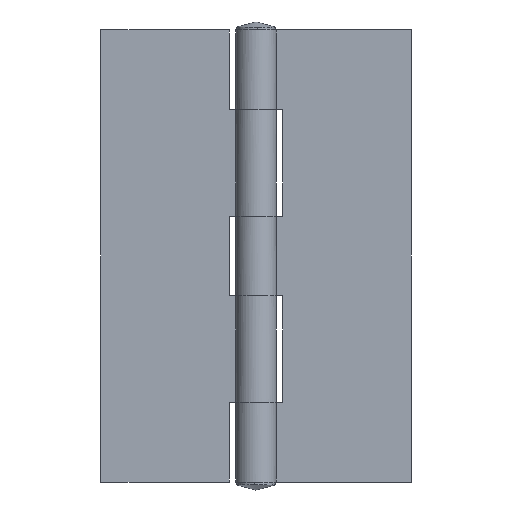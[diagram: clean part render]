
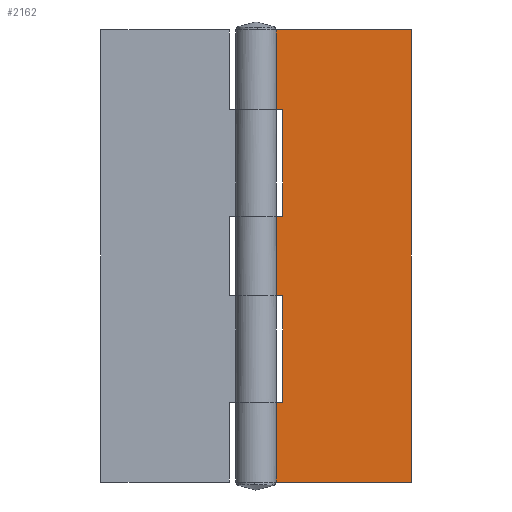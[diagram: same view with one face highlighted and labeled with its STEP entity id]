
A CAD part, front view. The second image highlights one B-rep face of the part: STEP entity #2162.
In plain terms, the highlighted free-form (B-spline) face has degree [1, 1] with [2, 2] control points.
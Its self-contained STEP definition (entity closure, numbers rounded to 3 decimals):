
#1667=CARTESIAN_POINT('',(0.0,2.8,84.0));
#1668=VERTEX_POINT('',#1667);
#1697=CARTESIAN_POINT('',(0.0,2.8,102.0));
#1698=VERTEX_POINT('',#1697);
#1699=CARTESIAN_POINT('',(0.0,2.8,102.0));
#1700=CARTESIAN_POINT('',(0.0,2.8,84.0));
#1701=QUASI_UNIFORM_CURVE('',1,(#1699,#1700),.UNSPECIFIED.,.F.,.U.);
#1702=EDGE_CURVE('',#1698,#1668,#1701,.T.);
#1743=CARTESIAN_POINT('',(6.0,2.8,84.0));
#1744=VERTEX_POINT('',#1743);
#1745=CARTESIAN_POINT('',(6.0,2.8,84.0));
#1746=CARTESIAN_POINT('',(0.0,2.8,84.0));
#1747=QUASI_UNIFORM_CURVE('',1,(#1745,#1746),.UNSPECIFIED.,.F.,.U.);
#1748=EDGE_CURVE('',#1744,#1668,#1747,.T.);
#1768=CARTESIAN_POINT('',(0.0,2.8,60.0));
#1769=VERTEX_POINT('',#1768);
#1770=CARTESIAN_POINT('',(6.0,2.8,60.0));
#1771=VERTEX_POINT('',#1770);
#1772=CARTESIAN_POINT('',(0.0,2.8,60.0));
#1773=CARTESIAN_POINT('',(6.0,2.8,60.0));
#1774=QUASI_UNIFORM_CURVE('',1,(#1772,#1773),.UNSPECIFIED.,.F.,.U.);
#1775=EDGE_CURVE('',#1769,#1771,#1774,.T.);
#1829=CARTESIAN_POINT('',(6.0,2.8,60.0));
#1830=CARTESIAN_POINT('',(6.0,2.8,84.0));
#1831=QUASI_UNIFORM_CURVE('',1,(#1829,#1830),.UNSPECIFIED.,.F.,.U.);
#1832=EDGE_CURVE('',#1771,#1744,#1831,.T.);
#1845=CARTESIAN_POINT('',(6.0,2.8,42.0));
#1846=VERTEX_POINT('',#1845);
#1847=CARTESIAN_POINT('',(0.0,2.8,42.0));
#1848=VERTEX_POINT('',#1847);
#1849=CARTESIAN_POINT('',(6.0,2.8,42.0));
#1850=CARTESIAN_POINT('',(0.0,2.8,42.0));
#1851=QUASI_UNIFORM_CURVE('',1,(#1849,#1850),.UNSPECIFIED.,.F.,.U.);
#1852=EDGE_CURVE('',#1846,#1848,#1851,.T.);
#1905=CARTESIAN_POINT('',(0.0,2.8,18.));
#1906=VERTEX_POINT('',#1905);
#1907=CARTESIAN_POINT('',(6.0,2.8,18.0));
#1908=VERTEX_POINT('',#1907);
#1909=CARTESIAN_POINT('',(0.0,2.8,18.));
#1910=CARTESIAN_POINT('',(6.0,2.8,18.0));
#1911=QUASI_UNIFORM_CURVE('',1,(#1909,#1910),.UNSPECIFIED.,.F.,.U.);
#1912=EDGE_CURVE('',#1906,#1908,#1911,.T.);
#1964=CARTESIAN_POINT('',(6.0,2.8,18.0));
#1965=CARTESIAN_POINT('',(6.0,2.8,42.0));
#1966=QUASI_UNIFORM_CURVE('',1,(#1964,#1965),.UNSPECIFIED.,.F.,.U.);
#1967=EDGE_CURVE('',#1908,#1846,#1966,.T.);
#1982=CARTESIAN_POINT('',(0.0,2.8,0.0));
#1983=VERTEX_POINT('',#1982);
#2019=CARTESIAN_POINT('',(35.0,2.8,0.0));
#2020=VERTEX_POINT('',#2019);
#2026=CARTESIAN_POINT('',(0.0,2.8,0.0));
#2027=CARTESIAN_POINT('',(35.0,2.8,0.0));
#2028=QUASI_UNIFORM_CURVE('',1,(#2026,#2027),.UNSPECIFIED.,.F.,.U.);
#2029=EDGE_CURVE('',#1983,#2020,#2028,.T.);
#2040=CARTESIAN_POINT('',(35.0,2.8,102.0));
#2041=VERTEX_POINT('',#2040);
#2042=CARTESIAN_POINT('',(0.0,2.8,102.0));
#2043=CARTESIAN_POINT('',(35.0,2.8,102.0));
#2044=QUASI_UNIFORM_CURVE('',1,(#2042,#2043),.UNSPECIFIED.,.F.,.U.);
#2045=EDGE_CURVE('',#1698,#2041,#2044,.T.);
#2066=CARTESIAN_POINT('',(35.0,2.8,102.0));
#2067=CARTESIAN_POINT('',(35.0,2.8,0.0));
#2068=QUASI_UNIFORM_CURVE('',1,(#2066,#2067),.UNSPECIFIED.,.F.,.U.);
#2069=EDGE_CURVE('',#2041,#2020,#2068,.T.);
#2115=CARTESIAN_POINT('',(0.0,2.8,18.));
#2116=CARTESIAN_POINT('',(0.0,2.8,0.0));
#2117=QUASI_UNIFORM_CURVE('',1,(#2115,#2116),.UNSPECIFIED.,.F.,.U.);
#2118=EDGE_CURVE('',#1906,#1983,#2117,.T.);
#2139=CARTESIAN_POINT('',(-1.748,2.8,-5.095));
#2140=CARTESIAN_POINT('',(-1.748,2.8,107.095));
#2141=CARTESIAN_POINT('',(36.748,2.8,-5.095));
#2142=CARTESIAN_POINT('',(36.748,2.8,107.095));
#2143=B_SPLINE_SURFACE_WITH_KNOTS('',1,1,((#2139,#2141),(#2140,#2142)),.UNSPECIFIED.,.F.,.F.,.U.,(2,2),(2,2),(0.0,112.19),(0.0,38.497),.UNSPECIFIED.);
#2144=ORIENTED_EDGE('',*,*,#1775,.F.);
#2145=CARTESIAN_POINT('',(0.0,2.8,60.0));
#2146=CARTESIAN_POINT('',(0.0,2.8,42.0));
#2147=QUASI_UNIFORM_CURVE('',1,(#2145,#2146),.UNSPECIFIED.,.F.,.U.);
#2148=EDGE_CURVE('',#1769,#1848,#2147,.T.);
#2149=ORIENTED_EDGE('',*,*,#2148,.T.);
#2150=ORIENTED_EDGE('',*,*,#1852,.F.);
#2151=ORIENTED_EDGE('',*,*,#1967,.F.);
#2152=ORIENTED_EDGE('',*,*,#1912,.F.);
#2153=ORIENTED_EDGE('',*,*,#2118,.T.);
#2154=ORIENTED_EDGE('',*,*,#2029,.T.);
#2155=ORIENTED_EDGE('',*,*,#2069,.F.);
#2156=ORIENTED_EDGE('',*,*,#2045,.F.);
#2157=ORIENTED_EDGE('',*,*,#1702,.T.);
#2158=ORIENTED_EDGE('',*,*,#1748,.F.);
#2159=ORIENTED_EDGE('',*,*,#1832,.F.);
#2160=EDGE_LOOP('',(#2144,#2149,#2150,#2151,#2152,#2153,#2154,#2155,#2156,#2157,#2158,#2159));
#2161=FACE_OUTER_BOUND('',#2160,.T.);
#2162=ADVANCED_FACE('',(#2161),#2143,.F.);
